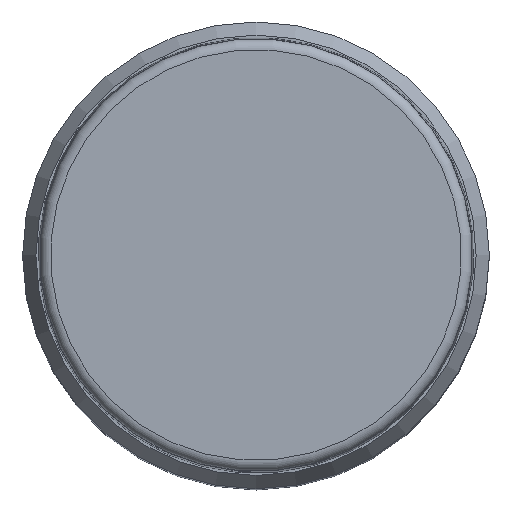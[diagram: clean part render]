
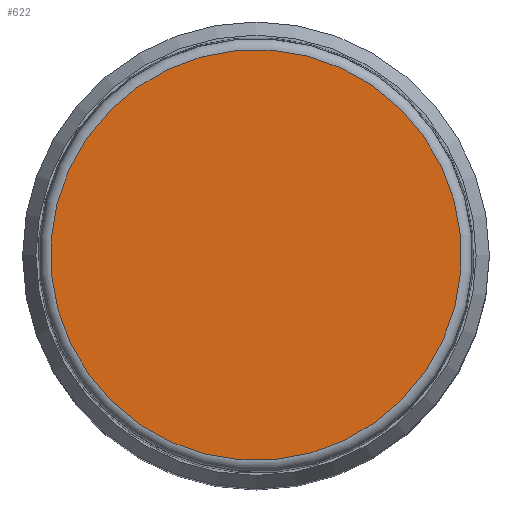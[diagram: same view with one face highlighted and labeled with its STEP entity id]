
A CAD part, top view. The second image highlights one B-rep face of the part: STEP entity #622.
In plain terms, the highlighted planar face has unit normal (0, 0, 1).
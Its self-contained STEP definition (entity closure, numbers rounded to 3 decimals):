
#120=FACE_OUTER_BOUND('',#173,.T.);
#173=EDGE_LOOP('',(#427));
#239=CIRCLE('',#690,13.206);
#285=VERTEX_POINT('',#989);
#345=EDGE_CURVE('',#285,#285,#239,.T.);
#427=ORIENTED_EDGE('',*,*,#345,.F.);
#552=PLANE('',#692);
#622=ADVANCED_FACE('',(#120),#552,.T.);
#690=AXIS2_PLACEMENT_3D('',#990,#798,#799);
#692=AXIS2_PLACEMENT_3D('',#992,#802,#803);
#798=DIRECTION('center_axis',(0.,0.,
-1.));
#799=DIRECTION('ref_axis',(0.415,0.91,0.));
#802=DIRECTION('center_axis',(0.,0.,
1.));
#803=DIRECTION('ref_axis',(-0.415,-0.91,0.));
#989=CARTESIAN_POINT('',(-5.474,-12.018,12.));
#990=CARTESIAN_POINT('Origin',(0.,0.,12.));
#992=CARTESIAN_POINT('Origin',(0.,0.,12.));
